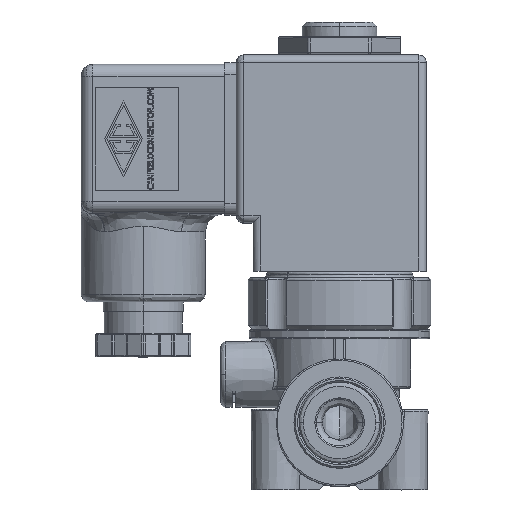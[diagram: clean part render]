
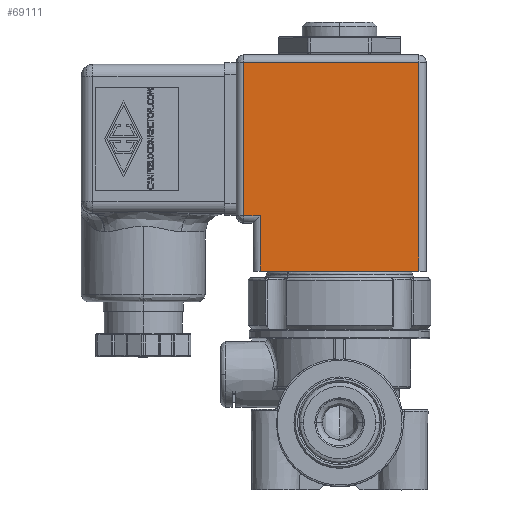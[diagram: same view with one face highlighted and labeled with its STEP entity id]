
A CAD part, top view. The second image highlights one B-rep face of the part: STEP entity #69111.
In plain terms, the highlighted planar face has unit normal (0, 0, 1).
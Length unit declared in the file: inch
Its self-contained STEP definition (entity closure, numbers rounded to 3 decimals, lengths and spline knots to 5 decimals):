
#251 = VECTOR ( 'NONE', #72072, 39.37008 ) ;
#1114 = CARTESIAN_POINT ( 'NONE',  ( 0.543, 1.0385, 0.62 ) ) ;
#2381 = CARTESIAN_POINT ( 'NONE',  ( 0.593, 1.0385, 0.62 ) ) ;
#2750 = LINE ( 'NONE', #2381, #4682 ) ;
#4682 = VECTOR ( 'NONE', #46147, 39.37008 ) ;
#5643 = DIRECTION ( 'NONE',  ( 0., -1., 0. ) ) ;
#6497 = ORIENTED_EDGE ( 'NONE', *, *, #8704, .T. ) ;
#8687 = EDGE_CURVE ( 'NONE', #48864, #18241, #59692, .T. ) ;
#8704 = EDGE_CURVE ( 'NONE', #49694, #46321, #28300, .T. ) ;
#8904 = DIRECTION ( 'NONE',  ( 0., 0., 1. ) ) ;
#11625 = VECTOR ( 'NONE', #5643, 39.37008 ) ;
#13595 = DIRECTION ( 'NONE',  ( 0., -1., 0. ) ) ;
#17526 = EDGE_CURVE ( 'NONE', #49694, #42607, #63339, .T. ) ;
#18241 = VERTEX_POINT ( 'NONE', #81230 ) ;
#18982 = ORIENTED_EDGE ( 'NONE', *, *, #8687, .T. ) ;
#20792 = DIRECTION ( 'NONE',  ( 1., 0., 0. ) ) ;
#21059 = ORIENTED_EDGE ( 'NONE', *, *, #30520, .T. ) ;
#21796 = EDGE_CURVE ( 'NONE', #32296, #42607, #48227, .T. ) ;
#25442 = EDGE_LOOP ( 'NONE', ( #74945, #18982, #21059, #27024, #79631, #6497 ) ) ;
#27024 = ORIENTED_EDGE ( 'NONE', *, *, #21796, .T. ) ;
#28300 = LINE ( 'NONE', #43113, #74380 ) ;
#30520 = EDGE_CURVE ( 'NONE', #18241, #32296, #2750, .T. ) ;
#32296 = VERTEX_POINT ( 'NONE', #1114 ) ;
#35767 = EDGE_CURVE ( 'NONE', #46321, #48864, #60856, .T. ) ;
#36861 = CARTESIAN_POINT ( 'NONE',  ( -0.543, 2.5185, 0.62 ) ) ;
#37673 = CARTESIAN_POINT ( 'NONE',  ( -0.657, 1.4185, 0.62 ) ) ;
#40102 = PLANE ( 'NONE',  #48376 ) ;
#42607 = VERTEX_POINT ( 'NONE', #79325 ) ;
#43113 = CARTESIAN_POINT ( 'NONE',  ( -0.657, 2.5185, 0.62 ) ) ;
#46147 = DIRECTION ( 'NONE',  ( 1., 0., 0. ) ) ;
#46321 = VERTEX_POINT ( 'NONE', #37673 ) ;
#46666 = VECTOR ( 'NONE', #20792, 39.37008 ) ;
#46838 = CARTESIAN_POINT ( 'NONE',  ( 0.543, 2.5185, 0.62 ) ) ;
#48227 = LINE ( 'NONE', #46838, #251 ) ;
#48376 = AXIS2_PLACEMENT_3D ( 'NONE', #71396, #8904, #52722 ) ;
#48864 = VERTEX_POINT ( 'NONE', #52884 ) ;
#49694 = VERTEX_POINT ( 'NONE', #69909 ) ;
#52722 = DIRECTION ( 'NONE',  ( 0., -1., 0. ) ) ;
#52884 = CARTESIAN_POINT ( 'NONE',  ( -0.543, 1.4185, 0.62 ) ) ;
#58338 = CARTESIAN_POINT ( 'NONE',  ( 0.593, 2.4685, 0.62 ) ) ;
#58895 = VECTOR ( 'NONE', #67555, 39.37008 ) ;
#59692 = LINE ( 'NONE', #36861, #11625 ) ;
#60856 = LINE ( 'NONE', #80144, #58895 ) ;
#63339 = LINE ( 'NONE', #58338, #46666 ) ;
#67555 = DIRECTION ( 'NONE',  ( 1., 0., 0. ) ) ;
#69111 = ADVANCED_FACE ( 'NONE', ( #78187 ), #40102, .T. ) ;
#69909 = CARTESIAN_POINT ( 'NONE',  ( -0.657, 2.4685, 0.62 ) ) ;
#71396 = CARTESIAN_POINT ( 'NONE',  ( 0.593, 2.5185, 0.62 ) ) ;
#72072 = DIRECTION ( 'NONE',  ( 0., 1., 0. ) ) ;
#74380 = VECTOR ( 'NONE', #13595, 39.37008 ) ;
#74945 = ORIENTED_EDGE ( 'NONE', *, *, #35767, .T. ) ;
#78187 = FACE_OUTER_BOUND ( 'NONE', #25442, .T. ) ;
#79325 = CARTESIAN_POINT ( 'NONE',  ( 0.543, 2.4685, 0.62 ) ) ;
#79631 = ORIENTED_EDGE ( 'NONE', *, *, #17526, .F. ) ;
#80144 = CARTESIAN_POINT ( 'NONE',  ( 0.593, 1.4185, 0.62 ) ) ;
#81230 = CARTESIAN_POINT ( 'NONE',  ( -0.543, 1.0385, 0.62 ) ) ;
